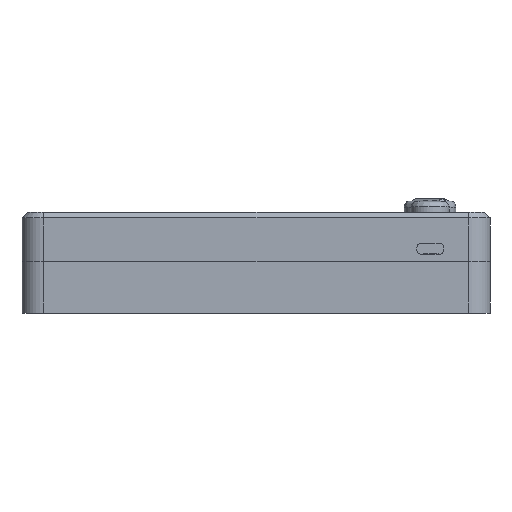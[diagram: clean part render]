
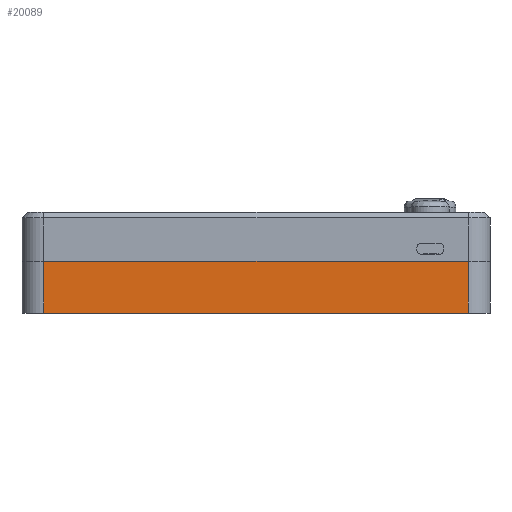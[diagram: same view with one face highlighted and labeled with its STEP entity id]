
A CAD part, left-side view. The second image highlights one B-rep face of the part: STEP entity #20089.
In plain terms, the highlighted planar face has unit normal (-1, 0, 0).
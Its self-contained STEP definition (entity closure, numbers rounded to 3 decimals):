
#2296=FACE_OUTER_BOUND('',#3532,.T.);
#3532=EDGE_LOOP('',(#14192,#14193,#14194,#14195));
#4895=LINE('',#29899,#6718);
#5021=LINE('',#30453,#6844);
#5022=LINE('',#30456,#6845);
#5023=LINE('',#30458,#6846);
#6718=VECTOR('',#23746,10.);
#6844=VECTOR('',#24340,10.);
#6845=VECTOR('',#24345,10.);
#6846=VECTOR('',#24348,10.);
#8545=VERTEX_POINT('',#29897);
#8546=VERTEX_POINT('',#29898);
#8674=VERTEX_POINT('',#30450);
#8675=VERTEX_POINT('',#30452);
#10517=EDGE_CURVE('',#8545,#8546,#4895,.T.);
#10750=EDGE_CURVE('',#8674,#8675,#5021,.T.);
#10752=EDGE_CURVE('',#8675,#8546,#5022,.T.);
#10753=EDGE_CURVE('',#8545,#8674,#5023,.T.);
#14192=ORIENTED_EDGE('',*,*,#10517,.T.);
#14193=ORIENTED_EDGE('',*,*,#10752,.F.);
#14194=ORIENTED_EDGE('',*,*,#10750,.F.);
#14195=ORIENTED_EDGE('',*,*,#10753,.F.);
#19385=PLANE('',#21567);
#20089=ADVANCED_FACE('',(#2296),#19385,.T.);
#21567=AXIS2_PLACEMENT_3D('',#30457,#24346,#24347);
#23746=DIRECTION('',(0.,1.,0.));
#24340=DIRECTION('',(0.,1.,0.));
#24345=DIRECTION('',(0.,0.,1.));
#24346=DIRECTION('center_axis',(-1.,0.,0.));
#24347=DIRECTION('ref_axis',(0.,1.,0.));
#24348=DIRECTION('',(0.,0.,-1.));
#29897=CARTESIAN_POINT('',(-115.,-79.,-18.));
#29898=CARTESIAN_POINT('',(-115.,77.,-18.));
#29899=CARTESIAN_POINT('',(-115.,-44.,-18.));
#30450=CARTESIAN_POINT('',(-115.,-79.,-37.));
#30452=CARTESIAN_POINT('',(-115.,77.,-37.));
#30453=CARTESIAN_POINT('',(-115.,85.,-37.));
#30456=CARTESIAN_POINT('',(-115.,77.,0.));
#30457=CARTESIAN_POINT('Origin',(-115.,-87.,0.));
#30458=CARTESIAN_POINT('',(-115.,-79.,0.));
